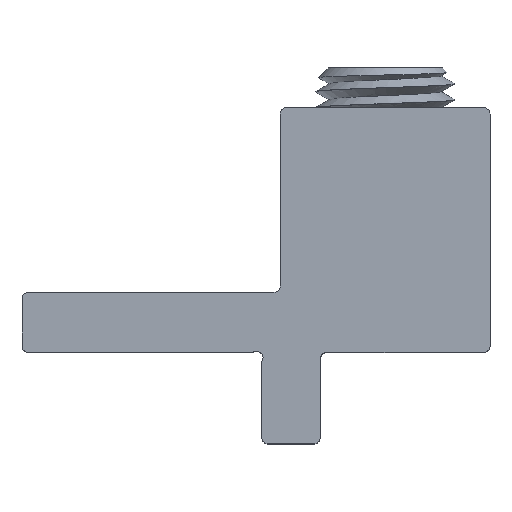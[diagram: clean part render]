
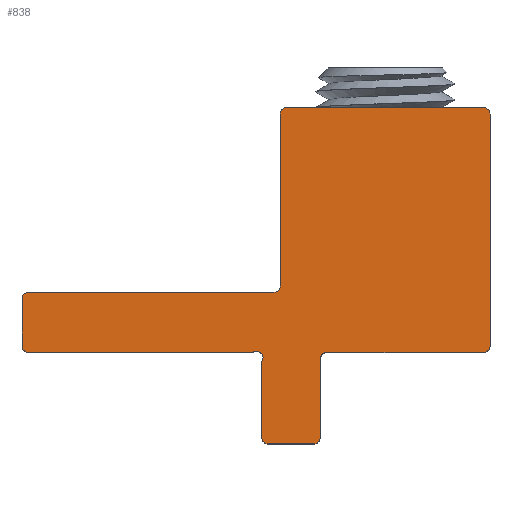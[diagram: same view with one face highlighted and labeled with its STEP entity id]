
A CAD part, top view. The second image highlights one B-rep face of the part: STEP entity #838.
In plain terms, the highlighted planar face has unit normal (0, 0, 1).
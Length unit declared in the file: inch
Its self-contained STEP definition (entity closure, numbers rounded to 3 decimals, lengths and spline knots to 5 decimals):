
#41=LINE('',#1361,#99);
#45=LINE('',#1376,#103);
#47=LINE('',#1402,#105);
#53=LINE('',#1419,#111);
#56=LINE('',#1425,#114);
#57=LINE('',#1429,#115);
#58=LINE('',#1433,#116);
#59=LINE('',#1437,#117);
#60=LINE('',#1444,#118);
#61=LINE('',#1448,#119);
#99=VECTOR('',#990,0.726);
#103=VECTOR('',#1004,0.616);
#105=VECTOR('',#1022,0.538);
#111=VECTOR('',#1036,0.702);
#114=VECTOR('',#1041,0.238);
#115=VECTOR('',#1044,0.143);
#116=VECTOR('',#1047,0.246);
#117=VECTOR('',#1050,0.491);
#118=VECTOR('',#1059,0.768);
#119=VECTOR('',#1062,0.148);
#158=PLANE('',#903);
#230=FACE_OUTER_BOUND('',#291,.T.);
#291=EDGE_LOOP('',(#621,#622,#623,#624,#625,#626,#627,#628,#629,#630,#631,
#632,#633,#634,#635,#636,#637,#638,#639,#640));
#341=CIRCLE('',#901,0.02);
#342=CIRCLE('',#904,0.02);
#343=CIRCLE('',#905,0.02);
#344=CIRCLE('',#906,0.02);
#345=CIRCLE('',#907,0.02);
#346=CIRCLE('',#908,0.02);
#347=CIRCLE('',#909,0.02);
#348=CIRCLE('',#910,0.02);
#349=CIRCLE('',#911,0.02);
#350=CIRCLE('',#912,0.02);
#381=VERTEX_POINT('',#1355);
#383=VERTEX_POINT('',#1359);
#387=VERTEX_POINT('',#1370);
#389=VERTEX_POINT('',#1374);
#390=VERTEX_POINT('',#1399);
#391=VERTEX_POINT('',#1401);
#395=VERTEX_POINT('',#1410);
#397=VERTEX_POINT('',#1414);
#398=VERTEX_POINT('',#1418);
#400=VERTEX_POINT('',#1424);
#401=VERTEX_POINT('',#1426);
#402=VERTEX_POINT('',#1428);
#403=VERTEX_POINT('',#1430);
#404=VERTEX_POINT('',#1432);
#405=VERTEX_POINT('',#1434);
#406=VERTEX_POINT('',#1436);
#407=VERTEX_POINT('',#1441);
#408=VERTEX_POINT('',#1443);
#409=VERTEX_POINT('',#1445);
#410=VERTEX_POINT('',#1447);
#465=EDGE_CURVE('',#383,#381,#41,.T.);
#471=EDGE_CURVE('',#389,#387,#45,.T.);
#476=EDGE_CURVE('',#390,#391,#47,.T.);
#483=EDGE_CURVE('',#395,#397,#341,.T.);
#484=EDGE_CURVE('',#395,#398,#53,.T.);
#487=EDGE_CURVE('',#400,#397,#56,.T.);
#488=EDGE_CURVE('',#401,#400,#342,.T.);
#489=EDGE_CURVE('',#402,#401,#57,.T.);
#490=EDGE_CURVE('',#403,#402,#343,.T.);
#491=EDGE_CURVE('',#404,#403,#58,.T.);
#492=EDGE_CURVE('',#405,#404,#344,.T.);
#493=EDGE_CURVE('',#406,#405,#59,.T.);
#494=EDGE_CURVE('',#381,#406,#345,.T.);
#495=EDGE_CURVE('',#387,#383,#346,.T.);
#496=EDGE_CURVE('',#391,#389,#347,.T.);
#497=EDGE_CURVE('',#407,#390,#348,.T.);
#498=EDGE_CURVE('',#408,#407,#60,.T.);
#499=EDGE_CURVE('',#409,#408,#349,.T.);
#500=EDGE_CURVE('',#410,#409,#61,.T.);
#501=EDGE_CURVE('',#398,#410,#350,.T.);
#621=ORIENTED_EDGE('',*,*,#483,.T.);
#622=ORIENTED_EDGE('',*,*,#487,.F.);
#623=ORIENTED_EDGE('',*,*,#488,.F.);
#624=ORIENTED_EDGE('',*,*,#489,.F.);
#625=ORIENTED_EDGE('',*,*,#490,.F.);
#626=ORIENTED_EDGE('',*,*,#491,.F.);
#627=ORIENTED_EDGE('',*,*,#492,.F.);
#628=ORIENTED_EDGE('',*,*,#493,.F.);
#629=ORIENTED_EDGE('',*,*,#494,.F.);
#630=ORIENTED_EDGE('',*,*,#465,.F.);
#631=ORIENTED_EDGE('',*,*,#495,.F.);
#632=ORIENTED_EDGE('',*,*,#471,.F.);
#633=ORIENTED_EDGE('',*,*,#496,.F.);
#634=ORIENTED_EDGE('',*,*,#476,.F.);
#635=ORIENTED_EDGE('',*,*,#497,.F.);
#636=ORIENTED_EDGE('',*,*,#498,.F.);
#637=ORIENTED_EDGE('',*,*,#499,.F.);
#638=ORIENTED_EDGE('',*,*,#500,.F.);
#639=ORIENTED_EDGE('',*,*,#501,.F.);
#640=ORIENTED_EDGE('',*,*,#484,.F.);
#838=ADVANCED_FACE('',(#230),#158,.T.);
#901=AXIS2_PLACEMENT_3D('',#1416,#1032,#1033);
#903=AXIS2_PLACEMENT_3D('',#1423,#1039,#1040);
#904=AXIS2_PLACEMENT_3D('',#1427,#1042,#1043);
#905=AXIS2_PLACEMENT_3D('',#1431,#1045,#1046);
#906=AXIS2_PLACEMENT_3D('',#1435,#1048,#1049);
#907=AXIS2_PLACEMENT_3D('',#1438,#1051,#1052);
#908=AXIS2_PLACEMENT_3D('',#1439,#1053,#1054);
#909=AXIS2_PLACEMENT_3D('',#1440,#1055,#1056);
#910=AXIS2_PLACEMENT_3D('',#1442,#1057,#1058);
#911=AXIS2_PLACEMENT_3D('',#1446,#1060,#1061);
#912=AXIS2_PLACEMENT_3D('',#1449,#1063,#1064);
#990=DIRECTION('',(0.,-1.,0.));
#1004=DIRECTION('',(1.,0.,0.));
#1022=DIRECTION('',(0.,1.,0.));
#1032=DIRECTION('center_axis',(0.,0.,-1.));
#1033=DIRECTION('ref_axis',(-1.,0.,0.));
#1036=DIRECTION('',(-1.,0.,0.));
#1039=DIRECTION('center_axis',(0.,0.,1.));
#1040=DIRECTION('ref_axis',(1.,0.,0.));
#1041=DIRECTION('',(0.,1.,0.));
#1042=DIRECTION('center_axis',(0.,0.,-1.));
#1043=DIRECTION('ref_axis',(-0.707,-0.707,0.));
#1044=DIRECTION('',(-1.,0.,0.));
#1045=DIRECTION('center_axis',(0.,0.,-1.));
#1046=DIRECTION('ref_axis',(0.707,-0.707,0.));
#1047=DIRECTION('',(0.,-1.,0.));
#1048=DIRECTION('center_axis',(0.,0.,1.));
#1049=DIRECTION('ref_axis',(-0.707,0.707,0.));
#1050=DIRECTION('',(-1.,0.,0.));
#1051=DIRECTION('center_axis',(0.,0.,-1.));
#1052=DIRECTION('ref_axis',(0.707,-0.707,0.));
#1053=DIRECTION('center_axis',(0.,0.,-1.));
#1054=DIRECTION('ref_axis',(0.707,0.707,0.));
#1055=DIRECTION('center_axis',(0.,0.,-1.));
#1056=DIRECTION('ref_axis',(-0.707,0.707,0.));
#1057=DIRECTION('center_axis',(0.,0.,1.));
#1058=DIRECTION('ref_axis',(0.707,-0.707,0.));
#1059=DIRECTION('',(1.,0.,0.));
#1060=DIRECTION('center_axis',(0.,0.,-1.));
#1061=DIRECTION('ref_axis',(-0.707,0.707,0.));
#1062=DIRECTION('',(0.,1.,0.));
#1063=DIRECTION('center_axis',(0.,0.,-1.));
#1064=DIRECTION('ref_axis',(-0.707,-0.707,0.));
#1355=CARTESIAN_POINT('',(0.656,0.02,0.));
#1359=CARTESIAN_POINT('',(0.656,0.746,0.));
#1361=CARTESIAN_POINT('',(0.656,0.766,0.));
#1370=CARTESIAN_POINT('',(0.636,0.766,0.));
#1374=CARTESIAN_POINT('',(0.02,0.766,0.));
#1376=CARTESIAN_POINT('',(0.,0.766,0.));
#1399=CARTESIAN_POINT('',(0.,0.208,0.));
#1401=CARTESIAN_POINT('',(0.,0.746,0.));
#1402=CARTESIAN_POINT('',(0.,0.188,0.));
#1410=CARTESIAN_POINT('',(-0.086,0.,0.));
#1414=CARTESIAN_POINT('',(-0.058,-0.028,0.));
#1416=CARTESIAN_POINT('Origin',(-0.074,-0.016,0.));
#1418=CARTESIAN_POINT('',(-0.788,0.,0.));
#1419=CARTESIAN_POINT('',(-0.058,0.,0.));
#1423=CARTESIAN_POINT('Origin',(0.02926,0.22,0.));
#1424=CARTESIAN_POINT('',(-0.058,-0.266,0.));
#1425=CARTESIAN_POINT('',(-0.058,-0.286,0.));
#1426=CARTESIAN_POINT('',(-0.038,-0.286,0.));
#1427=CARTESIAN_POINT('Origin',(-0.038,-0.266,0.));
#1428=CARTESIAN_POINT('',(0.105,-0.286,0.));
#1429=CARTESIAN_POINT('',(0.125,-0.286,0.));
#1430=CARTESIAN_POINT('',(0.125,-0.266,0.));
#1431=CARTESIAN_POINT('Origin',(0.105,-0.266,0.));
#1432=CARTESIAN_POINT('',(0.125,-0.02,0.));
#1433=CARTESIAN_POINT('',(0.125,0.,0.));
#1434=CARTESIAN_POINT('',(0.145,0.,0.));
#1435=CARTESIAN_POINT('Origin',(0.145,-0.02,0.));
#1436=CARTESIAN_POINT('',(0.636,0.,0.));
#1437=CARTESIAN_POINT('',(0.656,0.,0.));
#1438=CARTESIAN_POINT('Origin',(0.636,0.02,0.));
#1439=CARTESIAN_POINT('Origin',(0.636,0.746,0.));
#1440=CARTESIAN_POINT('Origin',(0.02,0.746,0.));
#1441=CARTESIAN_POINT('',(-0.02,0.188,0.));
#1442=CARTESIAN_POINT('Origin',(-0.02,0.208,0.));
#1443=CARTESIAN_POINT('',(-0.788,0.188,0.));
#1444=CARTESIAN_POINT('',(-0.808,0.188,0.));
#1445=CARTESIAN_POINT('',(-0.808,0.168,0.));
#1446=CARTESIAN_POINT('Origin',(-0.788,0.168,0.));
#1447=CARTESIAN_POINT('',(-0.808,0.02,0.));
#1448=CARTESIAN_POINT('',(-0.808,0.,0.));
#1449=CARTESIAN_POINT('Origin',(-0.788,0.02,0.));
